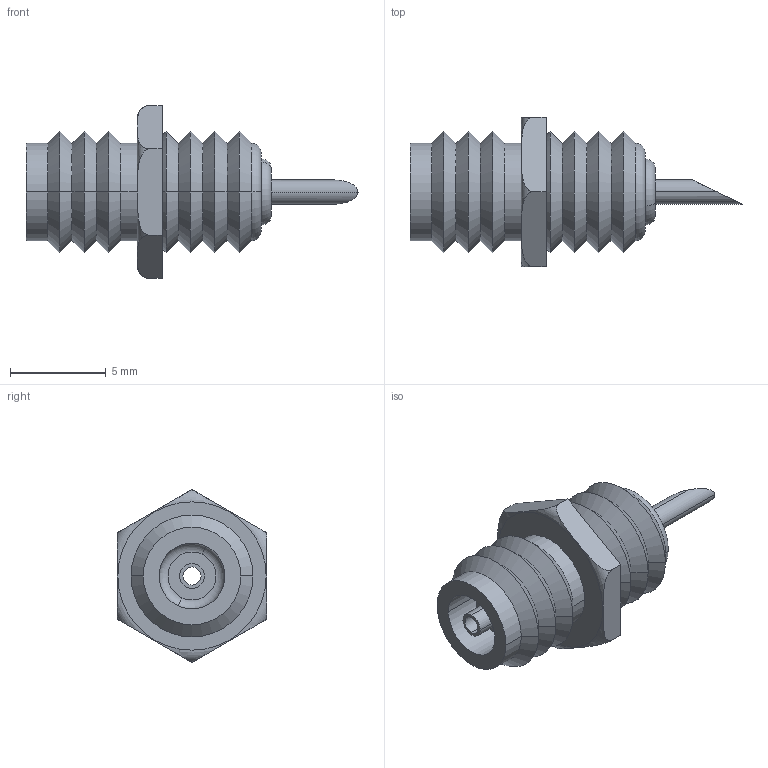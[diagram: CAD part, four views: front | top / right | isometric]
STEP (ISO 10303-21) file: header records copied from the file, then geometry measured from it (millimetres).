
FILE_DESCRIPTION (( 'STEP AP214' ), '1' );
FILE_NAME ('User Library-SMA BulkHead Recept Jack Amphenol.STEP', '2012-11-15T13:03:05', ( 'Windows User' ), ( '' ), 'SwSTEP 2.0', 'SolidWorks 2013', '' );
FILE_SCHEMA (( 'AUTOMOTIVE_DESIGN' ));
Length unit declared in the file: millimetre
Products named in the file (1): User Library-SMA BulkHead Recept Jack Amphenol
Bounding box: 17.3 x 7.79 x 9 mm (x, y, z)
Surface area: 678.7 mm2 (no closed solid volume)
Topology: 0 solids, 4 shells, 64 faces, 140 edges, 84 vertices
Faces by surface type: cone 28, cylinder 16, plane 14, torus 6
Entity records: 2604 total; most frequent: CARTESIAN_POINT 451, DIRECTION 326, ORIENTED_EDGE 272, EDGE_CURVE 140, AXIS2_PLACEMENT_3D 135, VERTEX_POINT 84, EDGE_LOOP 72, CIRCLE 70
